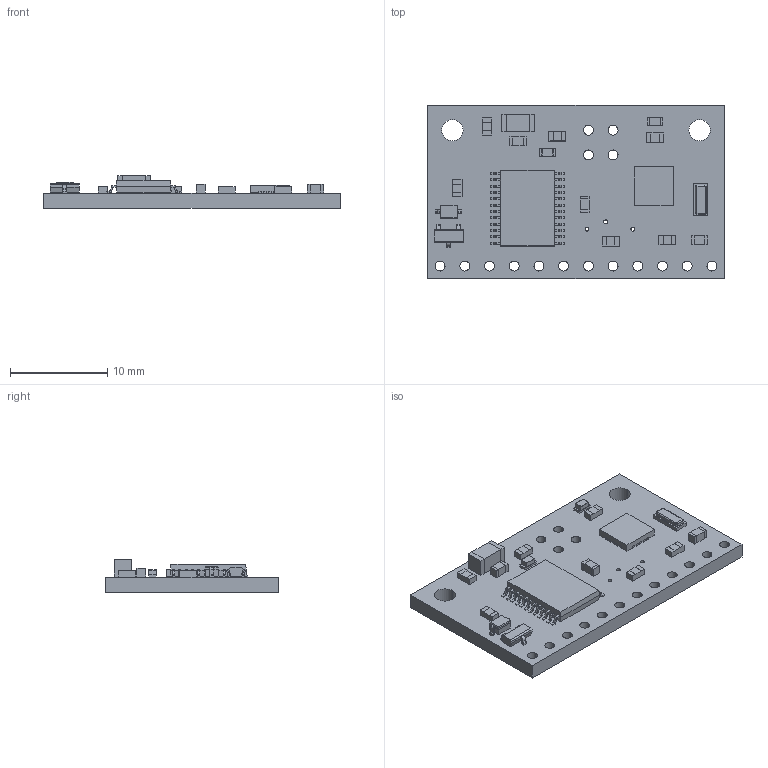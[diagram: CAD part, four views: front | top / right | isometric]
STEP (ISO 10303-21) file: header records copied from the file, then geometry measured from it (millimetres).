
FILE_DESCRIPTION (( 'STEP AP214' ), '1' );
FILE_NAME ('qik-2s9v1-dual-serial-motor-controller.step', '2022-02-16T21:03:11', ( '' ), ( '' ), 'SwSTEP 2.0', 'SolidWorks 2021', '' );
FILE_SCHEMA (( 'AUTOMOTIVE_DESIGN' ));
Length unit declared in the file: inch
Products named in the file (1): qik-2s9v1-dual-serial-motor-controller
Bounding box: 30.48 x 17.78 x 3.37 mm (x, y, z)
Volume: 918.2 mm3; surface area: 1572.2 mm2
Topology: 1 solids, 1 shells, 1136 faces, 3307 edges, 2188 vertices
Faces by surface type: plane 717, bspline 210, cylinder 205, torus 4
Entity records: 54974 total; most frequent: CARTESIAN_POINT 16226, ORIENTED_EDGE 6614, DIRECTION 5099, EDGE_CURVE 3307, VECTOR 2449, LINE 2449, VERTEX_POINT 2188, AXIS2_PLACEMENT_3D 1325
